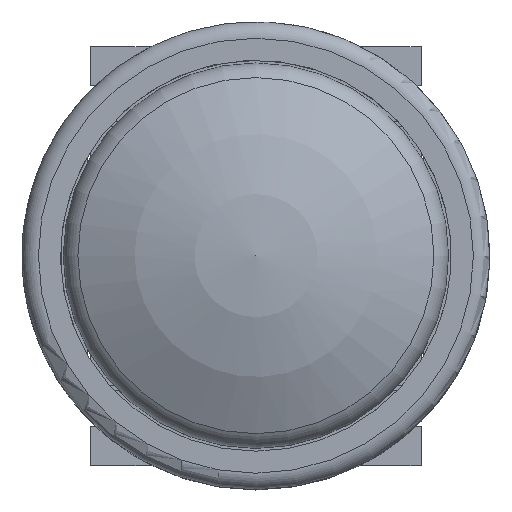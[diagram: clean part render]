
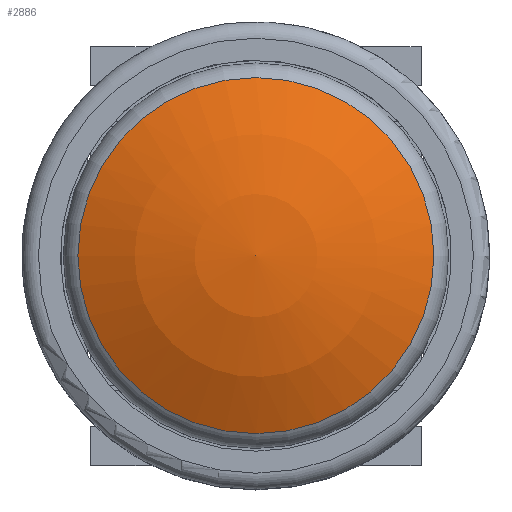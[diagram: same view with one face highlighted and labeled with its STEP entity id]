
A CAD part, top view. The second image highlights one B-rep face of the part: STEP entity #2886.
In plain terms, the highlighted spherical face has radius 6.922 mm.
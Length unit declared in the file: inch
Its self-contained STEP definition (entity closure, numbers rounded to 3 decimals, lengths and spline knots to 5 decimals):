
#2870=CARTESIAN_POINT('',(0.0,0.0,0.10148));
#2871=DIRECTION('',(0.0,0.0,1.0));
#2872=DIRECTION('',(1.0,0.0,0.0));
#2873=AXIS2_PLACEMENT_3D('',#2870,#2871,#2872);
#2874=SPHERICAL_SURFACE('',#2873,0.27253);
#2875=CARTESIAN_POINT('',(0.12731,0.0,0.34246));
#2876=VERTEX_POINT('',#2875);
#2877=CARTESIAN_POINT('',(0.0,0.0,0.34246));
#2878=DIRECTION('',(0.0,0.0,-1.0));
#2879=DIRECTION('',(0.0,1.0,0.0));
#2880=AXIS2_PLACEMENT_3D('',#2877,#2878,#2879);
#2881=CIRCLE('',#2880,0.12731);
#2882=EDGE_CURVE('',#2876,#2876,#2881,.T.);
#2883=ORIENTED_EDGE('',*,*,#2882,.F.);
#2884=EDGE_LOOP('',(#2883));
#2885=FACE_OUTER_BOUND('',#2884,.T.);
#2886=ADVANCED_FACE('',(#2885),#2874,.T.);
